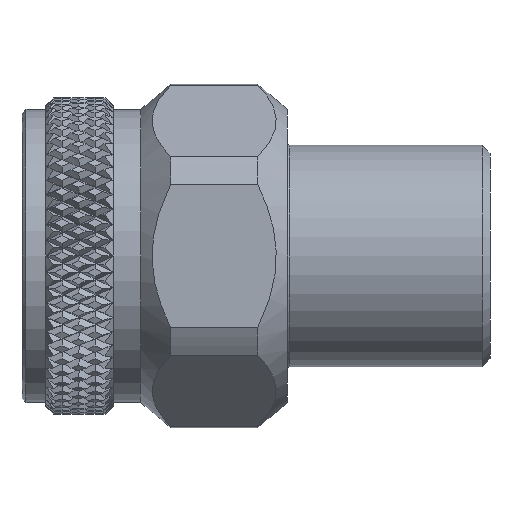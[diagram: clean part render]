
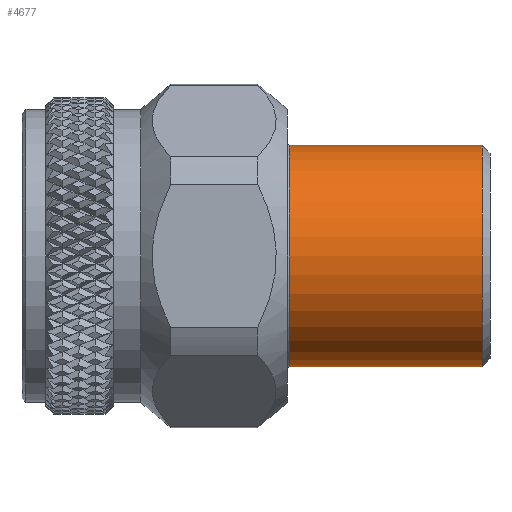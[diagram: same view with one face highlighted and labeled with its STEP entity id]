
A CAD part, front view. The second image highlights one B-rep face of the part: STEP entity #4677.
In plain terms, the highlighted cylindrical face has radius 7.1 mm (diameter 14.2 mm), a partial arc.
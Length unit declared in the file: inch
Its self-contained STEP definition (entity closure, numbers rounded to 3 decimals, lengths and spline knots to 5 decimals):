
#93 = FACE_OUTER_BOUND ( 'NONE', #23472, .T. ) ;
#185 = EDGE_CURVE ( 'NONE', #44830, #45251, #40283, .T. ) ;
#1161 = VECTOR ( 'NONE', #8126, 39.37008 ) ;
#2239 = AXIS2_PLACEMENT_3D ( 'NONE', #30468, #3975, #34117 ) ;
#2636 = DIRECTION ( 'NONE',  ( 1., 0., 0. ) ) ;
#3738 = VERTEX_POINT ( 'NONE', #41833 ) ;
#3975 = DIRECTION ( 'NONE',  ( -1., 0., 0. ) ) ;
#4030 = CARTESIAN_POINT ( 'NONE',  ( 0.67, 0., 0. ) ) ;
#4588 = DIRECTION ( 'NONE',  ( 1., 0., 0. ) ) ;
#4677 = ADVANCED_FACE ( 'NONE', ( #93 ), #18980, .T. ) ;
#4756 = CARTESIAN_POINT ( 'NONE',  ( 0.675, 0., -0.27953 ) ) ;
#5010 = EDGE_CURVE ( 'NONE', #44830, #24485, #41477, .T. ) ;
#5639 = CARTESIAN_POINT ( 'NONE',  ( 0.675, 0., 0.27953 ) ) ;
#5834 = AXIS2_PLACEMENT_3D ( 'NONE', #21292, #2636, #38957 ) ;
#7988 = EDGE_CURVE ( 'NONE', #45251, #3738, #46025, .T. ) ;
#8041 = ORIENTED_EDGE ( 'NONE', *, *, #19064, .T. ) ;
#8126 = DIRECTION ( 'NONE',  ( 1., 0., 0. ) ) ;
#15627 = CARTESIAN_POINT ( 'NONE',  ( 0.67, 0., -0.27953 ) ) ;
#16640 = CARTESIAN_POINT ( 'NONE',  ( 1.1611, 0., 0.27953 ) ) ;
#18980 = CYLINDRICAL_SURFACE ( 'NONE', #47379, 0.27953 ) ;
#19064 = EDGE_CURVE ( 'NONE', #3738, #24485, #22665, .T. ) ;
#21292 = CARTESIAN_POINT ( 'NONE',  ( 0.675, 0., 0. ) ) ;
#22665 = CIRCLE ( 'NONE', #2239, 0.27953 ) ;
#22844 = CARTESIAN_POINT ( 'NONE',  ( 0.67, 0., 0.27953 ) ) ;
#23472 = EDGE_LOOP ( 'NONE', ( #38974, #31306, #34799, #8041 ) ) ;
#24485 = VERTEX_POINT ( 'NONE', #16640 ) ;
#30468 = CARTESIAN_POINT ( 'NONE',  ( 1.1611, 0., 0. ) ) ;
#31306 = ORIENTED_EDGE ( 'NONE', *, *, #185, .T. ) ;
#33578 = VECTOR ( 'NONE', #4588, 39.37008 ) ;
#33697 = DIRECTION ( 'NONE',  ( 1., 0., 0. ) ) ;
#34117 = DIRECTION ( 'NONE',  ( 0., 0., -1. ) ) ;
#34799 = ORIENTED_EDGE ( 'NONE', *, *, #7988, .T. ) ;
#38957 = DIRECTION ( 'NONE',  ( 0., 0., -1. ) ) ;
#38974 = ORIENTED_EDGE ( 'NONE', *, *, #5010, .F. ) ;
#40283 = CIRCLE ( 'NONE', #5834, 0.27953 ) ;
#41477 = LINE ( 'NONE', #22844, #1161 ) ;
#41833 = CARTESIAN_POINT ( 'NONE',  ( 1.1611, 0., -0.27953 ) ) ;
#44830 = VERTEX_POINT ( 'NONE', #5639 ) ;
#45251 = VERTEX_POINT ( 'NONE', #4756 ) ;
#46025 = LINE ( 'NONE', #15627, #33578 ) ;
#47379 = AXIS2_PLACEMENT_3D ( 'NONE', #4030, #33697, #48405 ) ;
#48405 = DIRECTION ( 'NONE',  ( 0., 0., -1. ) ) ;
